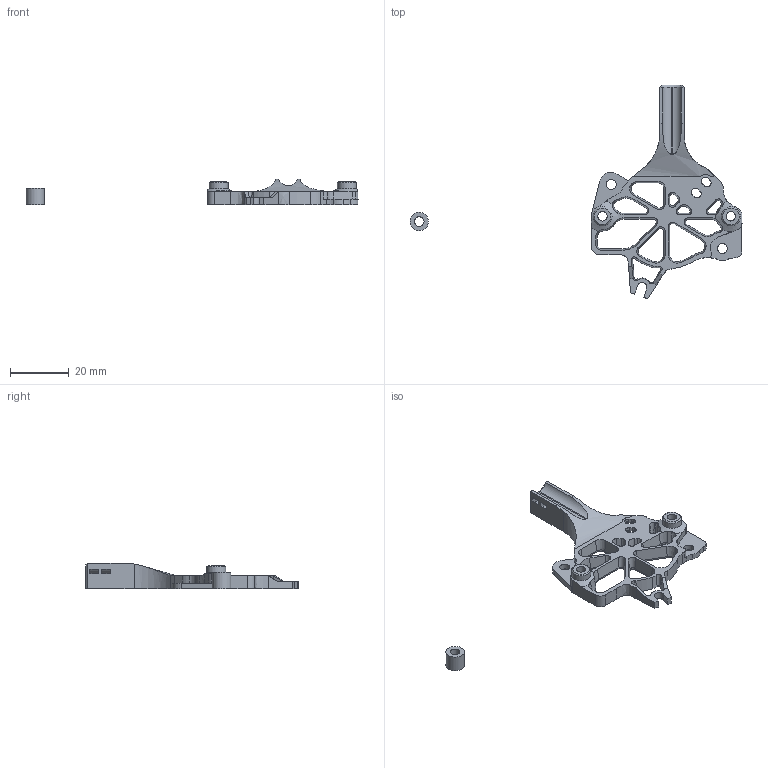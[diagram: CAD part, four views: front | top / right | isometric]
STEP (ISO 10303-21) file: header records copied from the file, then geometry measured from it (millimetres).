
FILE_DESCRIPTION(/* description */ ('STEP AP242','CAx-IF Rec.Pracs.---Representation and Presentation of Product Manufacturing Information (PMI)---4.0---2014-10-13','CAx-IF Rec.Pracs.---3D Tessellated Geometry---0.4---2014-09-14','2;1'),/* implementation_level */ '2;1');
FILE_NAME(/* name */ '652cec282da7cc2a5c9e68a4',/* time_stamp */ '2023-10-16T07:54:17Z',/* author */ (''),/* organization */ (''),/* preprocessor_version */ 'ST-DEVELOPER v19.4',/* originating_system */ ' ',/* authorisation */ ' ');
FILE_SCHEMA (('AP242_MANAGED_MODEL_BASED_3D_ENGINEERING_MIM_LF { 1 0 10303 442 1 1 4 }'));
Length unit declared in the file: metre
Products named in the file (2): Spacer 5.7; EBB36 G2SA Mount
Bounding box: 113.42 x 72.91 x 8.86 mm (x, y, z)
Volume: 5545.4 mm3; surface area: 5622 mm2
Topology: 2 solids, 2 shells, 306 faces, 838 edges, 529 vertices
Faces by surface type: plane 140, cylinder 98, cone 61, bspline 7
Full cylindrical faces by diameter (mm): 3.2 x2, 3.3 x1, 3.4 x2, 4.7 x2, 6.3 x1, 6.5 x2
Entity records: 9936 total; most frequent: CARTESIAN_POINT 2102, ORIENTED_EDGE 1632, DIRECTION 1627, EDGE_CURVE 816, AXIS2_PLACEMENT_3D 574, VERTEX_POINT 523, LINE 479, VECTOR 479
